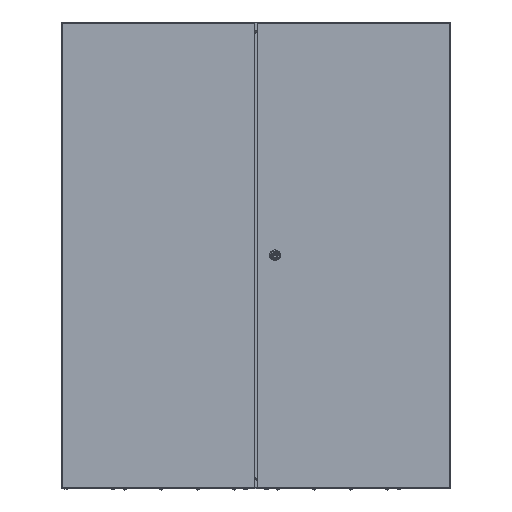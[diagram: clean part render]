
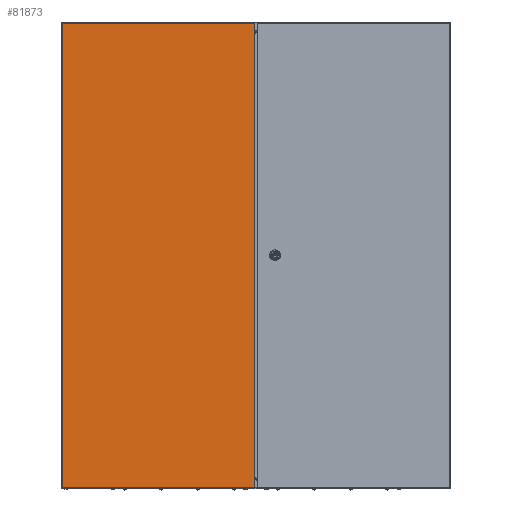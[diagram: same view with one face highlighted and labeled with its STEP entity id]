
A CAD part, top view. The second image highlights one B-rep face of the part: STEP entity #81873.
In plain terms, the highlighted planar face has unit normal (0, 0, 1).
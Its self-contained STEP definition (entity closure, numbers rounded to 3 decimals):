
#3618 = EDGE_CURVE ( 'NONE', #24080, #66205, #79273, .T. ) ;
#11475 = DIRECTION ( 'NONE',  ( 0., -1., 0. ) ) ;
#12379 = CARTESIAN_POINT ( 'NONE',  ( 0., 0., 17.5 ) ) ;
#15356 = CARTESIAN_POINT ( 'NONE',  ( 2.63, 1197., 17.5 ) ) ;
#16038 = ORIENTED_EDGE ( 'NONE', *, *, #44964, .T. ) ;
#19032 = VECTOR ( 'NONE', #36286, 1000. ) ;
#21216 = DIRECTION ( 'NONE',  ( 1., 0., 0. ) ) ;
#24080 = VERTEX_POINT ( 'NONE', #90203 ) ;
#24729 = LINE ( 'NONE', #15356, #26027 ) ;
#25170 = VERTEX_POINT ( 'NONE', #55473 ) ;
#26027 = VECTOR ( 'NONE', #86526, 1000. ) ;
#35431 = EDGE_CURVE ( 'NONE', #25170, #24080, #61218, .T. ) ;
#36286 = DIRECTION ( 'NONE',  ( 1., 0., 0. ) ) ;
#36674 = CARTESIAN_POINT ( 'NONE',  ( 497.13, 1197., 17.5 ) ) ;
#43197 = VECTOR ( 'NONE', #91631, 1000. ) ;
#44676 = CARTESIAN_POINT ( 'NONE',  ( 2.63, 1197., 17.5 ) ) ;
#44964 = EDGE_CURVE ( 'NONE', #53860, #25170, #24729, .T. ) ;
#53860 = VERTEX_POINT ( 'NONE', #36674 ) ;
#55473 = CARTESIAN_POINT ( 'NONE',  ( 2.63, 1197., 17.5 ) ) ;
#55519 = PLANE ( 'NONE',  #104426 ) ;
#56076 = DIRECTION ( 'NONE',  ( 0., 0., 1. ) ) ;
#56221 = ORIENTED_EDGE ( 'NONE', *, *, #3618, .T. ) ;
#61218 = LINE ( 'NONE', #44676, #102285 ) ;
#61363 = EDGE_LOOP ( 'NONE', ( #97054, #56221, #94167, #16038 ) ) ;
#66205 = VERTEX_POINT ( 'NONE', #70006 ) ;
#66212 = LINE ( 'NONE', #99957, #43197 ) ;
#69525 = EDGE_CURVE ( 'NONE', #66205, #53860, #66212, .T. ) ;
#70006 = CARTESIAN_POINT ( 'NONE',  ( 497.13, 3., 17.5 ) ) ;
#72011 = FACE_OUTER_BOUND ( 'NONE', #61363, .T. ) ;
#79273 = LINE ( 'NONE', #103106, #19032 ) ;
#81873 = ADVANCED_FACE ( 'NONE', ( #72011 ), #55519, .T. ) ;
#86526 = DIRECTION ( 'NONE',  ( -1., 0., 0. ) ) ;
#90203 = CARTESIAN_POINT ( 'NONE',  ( 2.63, 3., 17.5 ) ) ;
#91631 = DIRECTION ( 'NONE',  ( 0., 1., 0. ) ) ;
#94167 = ORIENTED_EDGE ( 'NONE', *, *, #69525, .T. ) ;
#97054 = ORIENTED_EDGE ( 'NONE', *, *, #35431, .T. ) ;
#99957 = CARTESIAN_POINT ( 'NONE',  ( 497.13, 1197., 17.5 ) ) ;
#102285 = VECTOR ( 'NONE', #11475, 1000. ) ;
#103106 = CARTESIAN_POINT ( 'NONE',  ( 2.63, 3., 17.5 ) ) ;
#104426 = AXIS2_PLACEMENT_3D ( 'NONE', #12379, #56076, #21216 ) ;
